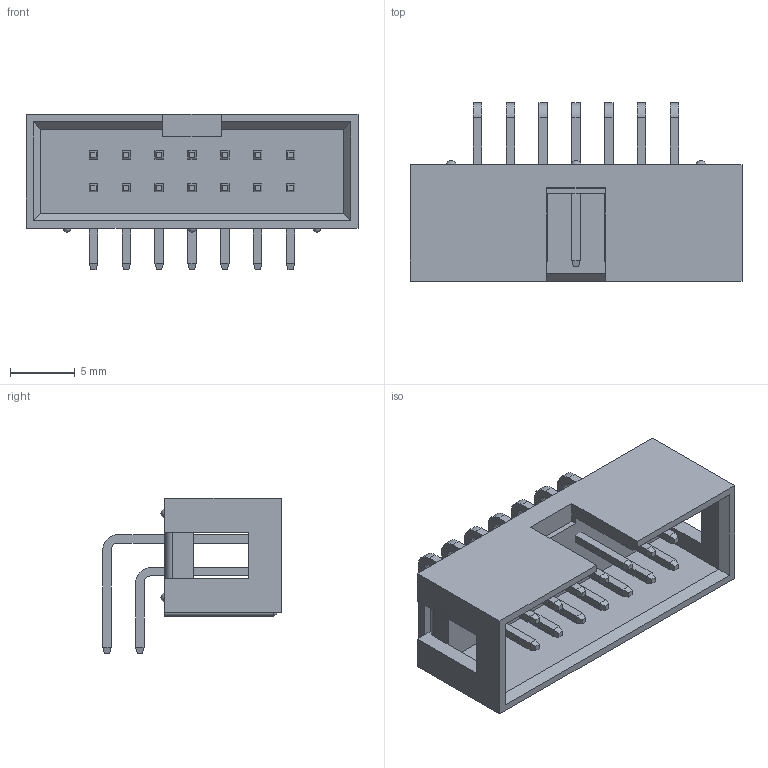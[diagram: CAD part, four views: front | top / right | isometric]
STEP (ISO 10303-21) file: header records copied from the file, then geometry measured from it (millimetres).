
FILE_DESCRIPTION(('STEP AP214'), '1');
FILE_NAME('DS1013-10RSiB', '2016-04-20T21:28:01', ('Nobody'), (''), 'ASCON STEP Converter 1.3', 'ASCON Math Kernel', '');
FILE_SCHEMA(('AUTOMOTIVE_DESIGN { 1 0 10303 214 3 1 1}'));
Length unit declared in the file: millimetre
Bounding box: 25.68 x 13.8 x 12 mm (x, y, z)
Volume: 978 mm3; surface area: 2119.4 mm2
Topology: 15 solids, 15 shells, 427 faces, 973 edges, 589 vertices
Faces by surface type: plane 385, cylinder 33, torus 6, sphere 3
Entity records: 15086 total; most frequent: CARTESIAN_POINT 1981, ORIENTED_EDGE 1928, DIRECTION 1904, EDGE_CURVE 964, LINE 880, VECTOR 880, VERTEX_POINT 589, AXIS2_PLACEMENT_3D 512
